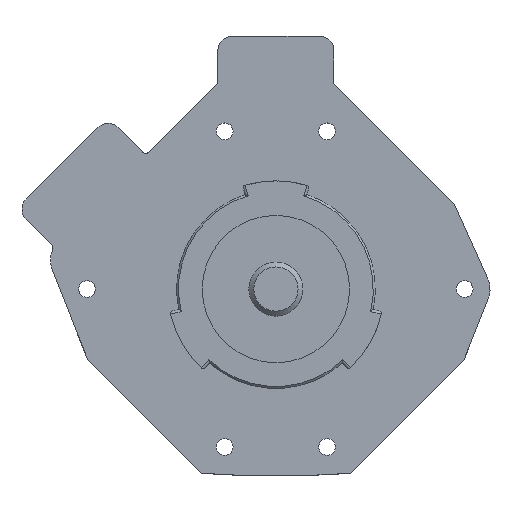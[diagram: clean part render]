
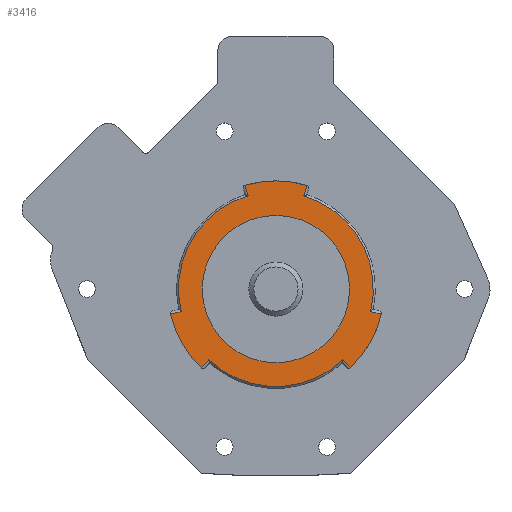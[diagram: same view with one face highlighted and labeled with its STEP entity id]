
A CAD part, top view. The second image highlights one B-rep face of the part: STEP entity #3416.
In plain terms, the highlighted planar face has unit normal (0, 0, 1).
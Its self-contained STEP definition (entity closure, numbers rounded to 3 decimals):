
#114=FACE_BOUND('',#550,.T.);
#208=CIRCLE('',#3629,19.836);
#209=CIRCLE('',#3634,0.5);
#210=CIRCLE('',#3636,22.036);
#211=CIRCLE('',#3639,0.5);
#212=CIRCLE('',#3643,19.836);
#213=CIRCLE('',#3648,0.5);
#214=CIRCLE('',#3650,22.036);
#215=CIRCLE('',#3652,0.5);
#216=CIRCLE('',#3657,19.836);
#217=CIRCLE('',#3662,0.5);
#218=CIRCLE('',#3664,22.036);
#219=CIRCLE('',#3666,0.5);
#220=CIRCLE('',#3668,15.);
#363=FACE_OUTER_BOUND('',#549,.T.);
#549=EDGE_LOOP('',(#2973,#2974,#2975,#2976,#2977,#2978,#2979,#2980,#2981,
#2982,#2983,#2984,#2985,#2986,#2987,#2988,#2989,#2990));
#550=EDGE_LOOP('',(#2991));
#890=LINE('',#5996,#1251);
#892=LINE('',#6028,#1253);
#895=LINE('',#6044,#1256);
#898=LINE('',#6077,#1259);
#901=LINE('',#6094,#1262);
#904=LINE('',#6127,#1265);
#1251=VECTOR('',#4335,10.);
#1253=VECTOR('',#4345,10.);
#1256=VECTOR('',#4366,10.);
#1259=VECTOR('',#4377,10.);
#1262=VECTOR('',#4400,10.);
#1265=VECTOR('',#4411,10.);
#1609=VERTEX_POINT('',#5993);
#1610=VERTEX_POINT('',#5995);
#1611=VERTEX_POINT('',#6010);
#1612=VERTEX_POINT('',#6025);
#1613=VERTEX_POINT('',#6031);
#1614=VERTEX_POINT('',#6035);
#1615=VERTEX_POINT('',#6039);
#1616=VERTEX_POINT('',#6043);
#1617=VERTEX_POINT('',#6060);
#1618=VERTEX_POINT('',#6076);
#1619=VERTEX_POINT('',#6081);
#1620=VERTEX_POINT('',#6085);
#1621=VERTEX_POINT('',#6089);
#1622=VERTEX_POINT('',#6093);
#1623=VERTEX_POINT('',#6110);
#1624=VERTEX_POINT('',#6126);
#1625=VERTEX_POINT('',#6131);
#1626=VERTEX_POINT('',#6135);
#1627=VERTEX_POINT('',#6141);
#2061=EDGE_CURVE('',#1609,#1610,#890,.T.);
#2063=EDGE_CURVE('',#1611,#1610,#208,.T.);
#2067=EDGE_CURVE('',#1612,#1611,#892,.T.);
#2068=EDGE_CURVE('',#1613,#1612,#209,.T.);
#2070=EDGE_CURVE('',#1613,#1614,#210,.T.);
#2073=EDGE_CURVE('',#1615,#1614,#211,.T.);
#2074=EDGE_CURVE('',#1615,#1616,#895,.T.);
#2077=EDGE_CURVE('',#1617,#1616,#212,.T.);
#2080=EDGE_CURVE('',#1618,#1617,#898,.T.);
#2082=EDGE_CURVE('',#1619,#1618,#213,.T.);
#2084=EDGE_CURVE('',#1620,#1619,#214,.T.);
#2086=EDGE_CURVE('',#1620,#1621,#215,.T.);
#2088=EDGE_CURVE('',#1621,#1622,#901,.T.);
#2092=EDGE_CURVE('',#1622,#1623,#216,.T.);
#2094=EDGE_CURVE('',#1624,#1623,#904,.T.);
#2096=EDGE_CURVE('',#1624,#1625,#217,.T.);
#2099=EDGE_CURVE('',#1626,#1625,#218,.T.);
#2100=EDGE_CURVE('',#1626,#1609,#219,.T.);
#2101=EDGE_CURVE('',#1627,#1627,#220,.T.);
#2973=ORIENTED_EDGE('',*,*,#2063,.T.);
#2974=ORIENTED_EDGE('',*,*,#2061,.F.);
#2975=ORIENTED_EDGE('',*,*,#2100,.F.);
#2976=ORIENTED_EDGE('',*,*,#2099,.T.);
#2977=ORIENTED_EDGE('',*,*,#2096,.F.);
#2978=ORIENTED_EDGE('',*,*,#2094,.T.);
#2979=ORIENTED_EDGE('',*,*,#2092,.F.);
#2980=ORIENTED_EDGE('',*,*,#2088,.F.);
#2981=ORIENTED_EDGE('',*,*,#2086,.F.);
#2982=ORIENTED_EDGE('',*,*,#2084,.T.);
#2983=ORIENTED_EDGE('',*,*,#2082,.T.);
#2984=ORIENTED_EDGE('',*,*,#2080,.T.);
#2985=ORIENTED_EDGE('',*,*,#2077,.T.);
#2986=ORIENTED_EDGE('',*,*,#2074,.F.);
#2987=ORIENTED_EDGE('',*,*,#2073,.T.);
#2988=ORIENTED_EDGE('',*,*,#2070,.F.);
#2989=ORIENTED_EDGE('',*,*,#2068,.T.);
#2990=ORIENTED_EDGE('',*,*,#2067,.T.);
#2991=ORIENTED_EDGE('',*,*,#2101,.T.);
#3251=PLANE('',#3667);
#3416=ADVANCED_FACE('',(#363,#114),#3251,.T.);
#3629=AXIS2_PLACEMENT_3D('',#6011,#4338,#4339);
#3634=AXIS2_PLACEMENT_3D('',#6032,#4350,#4351);
#3636=AXIS2_PLACEMENT_3D('',#6036,#4355,#4356);
#3639=AXIS2_PLACEMENT_3D('',#6041,#4362,#4363);
#3643=AXIS2_PLACEMENT_3D('',#6061,#4372,#4373);
#3648=AXIS2_PLACEMENT_3D('',#6082,#4384,#4385);
#3650=AXIS2_PLACEMENT_3D('',#6086,#4389,#4390);
#3652=AXIS2_PLACEMENT_3D('',#6090,#4394,#4395);
#3657=AXIS2_PLACEMENT_3D('',#6123,#4406,#4407);
#3662=AXIS2_PLACEMENT_3D('',#6132,#4418,#4419);
#3664=AXIS2_PLACEMENT_3D('',#6137,#4424,#4425);
#3666=AXIS2_PLACEMENT_3D('',#6139,#4428,#4429);
#3667=AXIS2_PLACEMENT_3D('',#6140,#4430,#4431);
#3668=AXIS2_PLACEMENT_3D('',#6142,#4432,#4433);
#4335=DIRECTION('',(-0.669,0.743,0.));
#4338=DIRECTION('center_axis',(0.,0.,
1.));
#4339=DIRECTION('ref_axis',(0.,-1.,0.));
#4345=DIRECTION('',(0.669,0.743,0.));
#4350=DIRECTION('center_axis',(0.,0.,
1.));
#4351=DIRECTION('ref_axis',(0.041,-0.999,0.));
#4355=DIRECTION('center_axis',(0.,0.,
-1.));
#4356=DIRECTION('ref_axis',(0.,1.,0.));
#4362=DIRECTION('center_axis',(0.,0.,
1.));
#4363=DIRECTION('ref_axis',(-0.845,0.535,0.));
#4366=DIRECTION('',(0.978,0.208,0.));
#4372=DIRECTION('center_axis',(0.,0.,
1.));
#4373=DIRECTION('ref_axis',(0.,1.,0.));
#4377=DIRECTION('',(0.309,-0.951,0.));
#4384=DIRECTION('center_axis',(0.,0.,
1.));
#4385=DIRECTION('ref_axis',(-0.886,0.464,0.));
#4389=DIRECTION('center_axis',(0.,0.,
1.));
#4390=DIRECTION('ref_axis',(0.,1.,0.));
#4394=DIRECTION('center_axis',(0.,0.,
-1.));
#4395=DIRECTION('ref_axis',(0.886,0.464,0.));
#4400=DIRECTION('',(-0.309,-0.951,0.));
#4406=DIRECTION('center_axis',(0.,0.,
-1.));
#4407=DIRECTION('ref_axis',(0.,1.,0.));
#4411=DIRECTION('',(-0.978,0.208,0.));
#4418=DIRECTION('center_axis',(0.,0.,
-1.));
#4419=DIRECTION('ref_axis',(0.845,0.535,0.));
#4424=DIRECTION('center_axis',(0.,0.,
1.));
#4425=DIRECTION('ref_axis',(0.,1.,0.));
#4428=DIRECTION('center_axis',(0.,0.,
-1.));
#4429=DIRECTION('ref_axis',(-0.041,-0.999,0.));
#4430=DIRECTION('center_axis',(0.,0.,
1.));
#4431=DIRECTION('ref_axis',(0.866,-0.5,0.));
#4432=DIRECTION('center_axis',(0.,0.,
-1.));
#4433=DIRECTION('ref_axis',(0.,1.,0.));
#5993=CARTESIAN_POINT('',(135.113,-16.037,137.4));
#5995=CARTESIAN_POINT('',(133.64,-14.402,137.4));
#5996=CARTESIAN_POINT('',(123.999,-3.694,137.4));
#6010=CARTESIAN_POINT('',(106.36,-14.402,137.4));
#6011=CARTESIAN_POINT('Origin',(120.,0.,137.4));
#6025=CARTESIAN_POINT('',(104.887,-16.037,137.4));
#6028=CARTESIAN_POINT('',(116.001,-3.694,137.4));
#6031=CARTESIAN_POINT('',(104.879,-16.029,137.4));
#6032=CARTESIAN_POINT('Origin',(105.222,-15.665,137.4));
#6035=CARTESIAN_POINT('',(98.558,-5.081,137.4));
#6036=CARTESIAN_POINT('Origin',(120.,0.,
137.4));
#6039=CARTESIAN_POINT('',(98.555,-5.069,137.4));
#6041=CARTESIAN_POINT('Origin',(99.044,-4.965,137.4));
#6043=CARTESIAN_POINT('',(100.708,-4.612,137.4));
#6044=CARTESIAN_POINT('',(108.718,-2.909,137.4));
#6060=CARTESIAN_POINT('',(114.348,19.014,137.4));
#6061=CARTESIAN_POINT('Origin',(120.,0.,137.4));
#6076=CARTESIAN_POINT('',(113.668,21.106,137.4));
#6077=CARTESIAN_POINT('',(114.162,19.585,137.4));
#6081=CARTESIAN_POINT('',(113.679,21.11,137.4));
#6082=CARTESIAN_POINT('Origin',(113.822,20.631,137.4));
#6085=CARTESIAN_POINT('',(126.321,21.11,137.4));
#6086=CARTESIAN_POINT('Origin',(120.,0.,137.4));
#6089=CARTESIAN_POINT('',(126.332,21.106,137.4));
#6090=CARTESIAN_POINT('Origin',(126.178,20.631,137.4));
#6093=CARTESIAN_POINT('',(125.652,19.014,137.4));
#6094=CARTESIAN_POINT('',(125.838,19.585,137.4));
#6110=CARTESIAN_POINT('',(139.292,-4.612,137.4));
#6123=CARTESIAN_POINT('Origin',(120.,0.,137.4));
#6126=CARTESIAN_POINT('',(141.445,-5.069,137.4));
#6127=CARTESIAN_POINT('',(131.282,-2.909,137.4));
#6131=CARTESIAN_POINT('',(141.442,-5.081,137.4));
#6132=CARTESIAN_POINT('Origin',(140.956,-4.965,137.4));
#6135=CARTESIAN_POINT('',(135.121,-16.029,137.4));
#6137=CARTESIAN_POINT('Origin',(120.,0.,137.4));
#6139=CARTESIAN_POINT('Origin',(134.778,-15.665,137.4));
#6140=CARTESIAN_POINT('Origin',(126.99,19.204,137.4));
#6141=CARTESIAN_POINT('',(120.,-15.,137.4));
#6142=CARTESIAN_POINT('Origin',(120.,0.,137.4));
